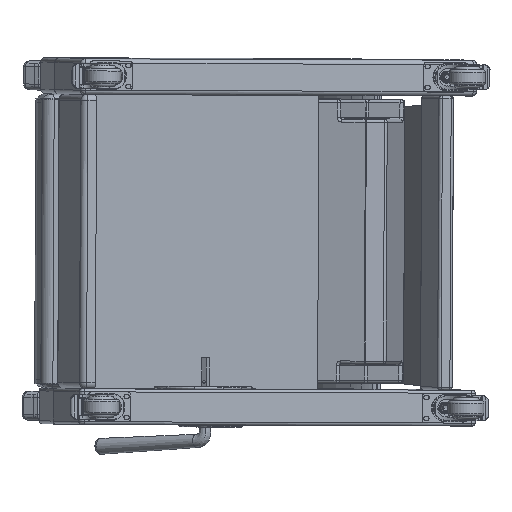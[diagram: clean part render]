
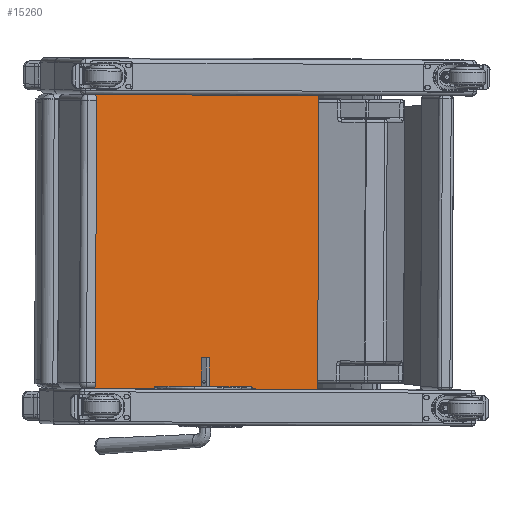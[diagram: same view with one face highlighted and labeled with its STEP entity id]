
A CAD part, front view. The second image highlights one B-rep face of the part: STEP entity #15260.
In plain terms, the highlighted face is planar.
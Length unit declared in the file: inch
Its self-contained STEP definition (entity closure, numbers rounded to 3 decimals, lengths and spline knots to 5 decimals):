
#767=PLANE('',#16903);
#1607=FACE_OUTER_BOUND('',#2617,.T.);
#2617=EDGE_LOOP('',(#11451,#11452,#11453,#11454));
#3670=LINE('',#32872,#4637);
#3677=LINE('',#32886,#4644);
#3679=LINE('',#32889,#4646);
#3682=LINE('',#32896,#4649);
#4637=VECTOR('',#19820,0.3937);
#4644=VECTOR('',#19829,0.3937);
#4646=VECTOR('',#19833,0.3937);
#4649=VECTOR('',#19844,0.3937);
#6776=VERTEX_POINT('',#32869);
#6777=VERTEX_POINT('',#32871);
#6782=VERTEX_POINT('',#32883);
#6783=VERTEX_POINT('',#32885);
#8479=EDGE_CURVE('',#6776,#6777,#3670,.T.);
#8486=EDGE_CURVE('',#6782,#6783,#3677,.T.);
#8488=EDGE_CURVE('',#6776,#6783,#3679,.T.);
#8491=EDGE_CURVE('',#6782,#6777,#3682,.T.);
#11451=ORIENTED_EDGE('',*,*,#8491,.T.);
#11452=ORIENTED_EDGE('',*,*,#8479,.F.);
#11453=ORIENTED_EDGE('',*,*,#8488,.T.);
#11454=ORIENTED_EDGE('',*,*,#8486,.F.);
#15260=ADVANCED_FACE('',(#1607),#767,.T.);
#16903=AXIS2_PLACEMENT_3D('',#32897,#19845,#19846);
#19820=DIRECTION('',(1.,0.,0.));
#19829=DIRECTION('',(-1.,0.,0.));
#19833=DIRECTION('',(0.,0.,-1.));
#19844=DIRECTION('',(0.,0.,1.));
#19845=DIRECTION('center_axis',(0.,-1.,0.));
#19846=DIRECTION('ref_axis',(1.,0.,0.));
#32869=CARTESIAN_POINT('',(-12.33407,-1.97439,12.3125));
#32871=CARTESIAN_POINT('',(6.68333,-1.97439,12.3125));
#32872=CARTESIAN_POINT('',(-12.33407,-1.97439,12.3125));
#32883=CARTESIAN_POINT('',(6.68333,-1.97439,-12.3125));
#32885=CARTESIAN_POINT('',(-12.33407,-1.97439,-12.3125));
#32886=CARTESIAN_POINT('',(-12.33407,-1.97439,-12.3125));
#32889=CARTESIAN_POINT('',(-12.33407,-1.97439,0.));
#32896=CARTESIAN_POINT('',(6.68333,-1.97439,0.));
#32897=CARTESIAN_POINT('Origin',(-12.33407,-1.97439,0.));
